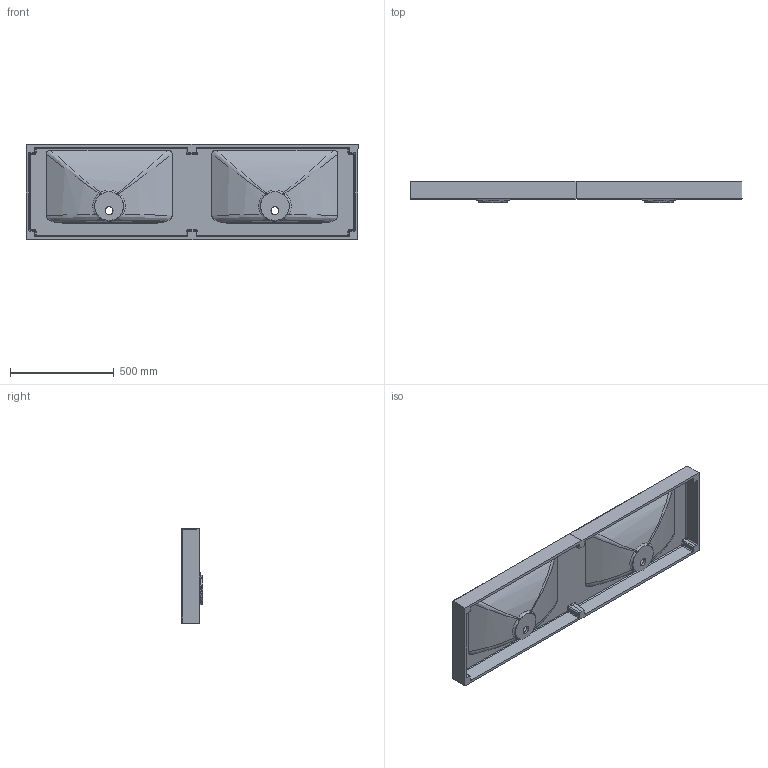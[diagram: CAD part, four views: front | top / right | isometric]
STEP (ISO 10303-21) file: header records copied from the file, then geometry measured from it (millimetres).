
FILE_DESCRIPTION (( 'STEP AP203' ), '1' );
FILE_NAME ('6229181642.step', '2020-12-18T12:33:13', ( 'admin' ), ( '' ), 'SwSTEP 2.0', 'SolidWorks 2019', '' );
FILE_SCHEMA (( 'CONFIG_CONTROL_DESIGN' ));
Length unit declared in the file: millimetre
Products named in the file (1): 6229181642
Bounding box: 1602 x 102 x 460 mm (x, y, z)
Volume: 15491899.7 mm3; surface area: 2263379.4 mm2
Topology: 1 solids, 1 shells, 213 faces, 517 edges, 291 vertices
Faces by surface type: cylinder 88, bspline 70, plane 37, sphere 14, cone 4
Entity records: 12977 total; most frequent: CARTESIAN_POINT 8716, ORIENTED_EDGE 998, DIRECTION 724, EDGE_CURVE 499, VERTEX_POINT 291, AXIS2_PLACEMENT_3D 270, EDGE_LOOP 220, FACE_OUTER_BOUND 213
